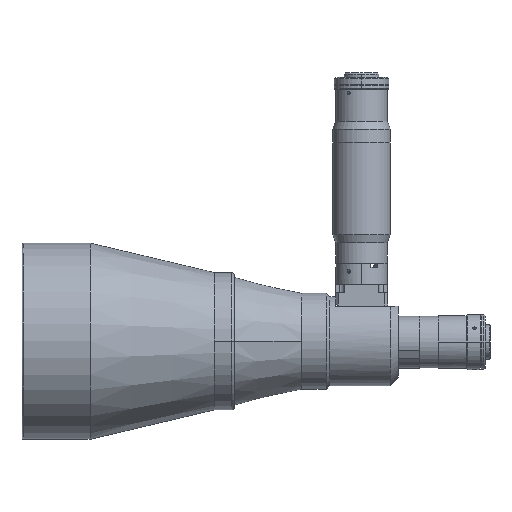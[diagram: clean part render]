
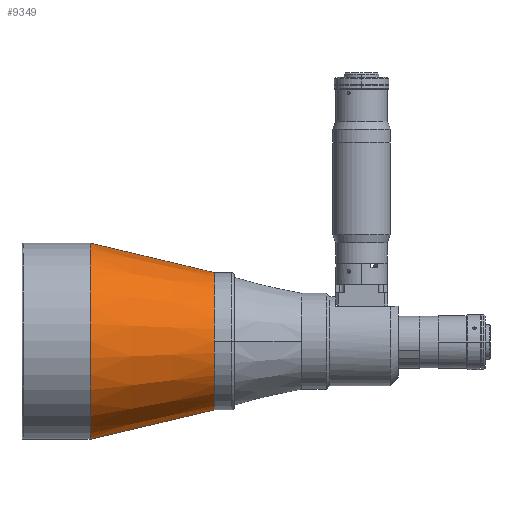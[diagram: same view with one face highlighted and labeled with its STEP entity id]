
A CAD part, top view. The second image highlights one B-rep face of the part: STEP entity #9349.
In plain terms, the highlighted conical face has half-angle 13.358 degrees and reference radius 50 mm.
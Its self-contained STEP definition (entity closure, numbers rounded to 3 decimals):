
#262 = DIRECTION ( 'NONE',  ( 0., -1., 0. ) ) ;
#555 = AXIS2_PLACEMENT_3D ( 'NONE', #9851, #5067, #7472 ) ;
#842 = CARTESIAN_POINT ( 'NONE',  ( -139.777, -49.36, 0. ) ) ;
#941 = CONICAL_SURFACE ( 'NONE', #555, 50., 0.233 ) ;
#996 = VECTOR ( 'NONE', #9788, 1000. ) ;
#1070 = CARTESIAN_POINT ( 'NONE',  ( -139.777, 0.64, 0. ) ) ;
#1213 = FACE_OUTER_BOUND ( 'NONE', #9322, .T. ) ;
#1975 = CIRCLE ( 'NONE', #3085, 71.5 ) ;
#3066 = CARTESIAN_POINT ( 'NONE',  ( -230.317, 72.14, 0. ) ) ;
#3085 = AXIS2_PLACEMENT_3D ( 'NONE', #9345, #6928, #6114 ) ;
#3146 = EDGE_CURVE ( 'NONE', #6487, #7370, #4076, .T. ) ;
#3351 = LINE ( 'NONE', #5780, #996 ) ;
#3616 = CARTESIAN_POINT ( 'NONE',  ( -230.317, -70.86, 0. ) ) ;
#4076 = LINE ( 'NONE', #842, #6224 ) ;
#4635 = VERTEX_POINT ( 'NONE', #7985 ) ;
#4841 = ORIENTED_EDGE ( 'NONE', *, *, #6692, .T. ) ;
#5067 = DIRECTION ( 'NONE',  ( -1., 0., 0. ) ) ;
#5161 = CIRCLE ( 'NONE', #8084, 50. ) ;
#5780 = CARTESIAN_POINT ( 'NONE',  ( -139.777, 50.64, 0. ) ) ;
#5888 = DIRECTION ( 'NONE',  ( 1., 0., 0. ) ) ;
#5942 = EDGE_CURVE ( 'NONE', #4635, #6487, #5161, .T. ) ;
#6114 = DIRECTION ( 'NONE',  ( 0., -1., 0. ) ) ;
#6224 = VECTOR ( 'NONE', #6451, 1000. ) ;
#6451 = DIRECTION ( 'NONE',  ( -0.973, -0.231, 0. ) ) ;
#6487 = VERTEX_POINT ( 'NONE', #7549 ) ;
#6692 = EDGE_CURVE ( 'NONE', #4635, #10127, #3351, .T. ) ;
#6928 = DIRECTION ( 'NONE',  ( 1., 0., 0. ) ) ;
#7370 = VERTEX_POINT ( 'NONE', #3616 ) ;
#7472 = DIRECTION ( 'NONE',  ( 0., 1., 0. ) ) ;
#7549 = CARTESIAN_POINT ( 'NONE',  ( -139.777, -49.36, 0. ) ) ;
#7985 = CARTESIAN_POINT ( 'NONE',  ( -139.777, 50.64, 0. ) ) ;
#8084 = AXIS2_PLACEMENT_3D ( 'NONE', #1070, #5888, #262 ) ;
#9217 = ORIENTED_EDGE ( 'NONE', *, *, #10336, .T. ) ;
#9322 = EDGE_LOOP ( 'NONE', ( #9759, #9339, #4841, #9217 ) ) ;
#9339 = ORIENTED_EDGE ( 'NONE', *, *, #5942, .F. ) ;
#9345 = CARTESIAN_POINT ( 'NONE',  ( -230.317, 0.64, 0. ) ) ;
#9349 = ADVANCED_FACE ( 'NONE', ( #1213 ), #941, .T. ) ;
#9759 = ORIENTED_EDGE ( 'NONE', *, *, #3146, .F. ) ;
#9788 = DIRECTION ( 'NONE',  ( -0.973, 0.231, 0. ) ) ;
#9851 = CARTESIAN_POINT ( 'NONE',  ( -139.777, 0.64, 0. ) ) ;
#10127 = VERTEX_POINT ( 'NONE', #3066 ) ;
#10336 = EDGE_CURVE ( 'NONE', #10127, #7370, #1975, .T. ) ;
